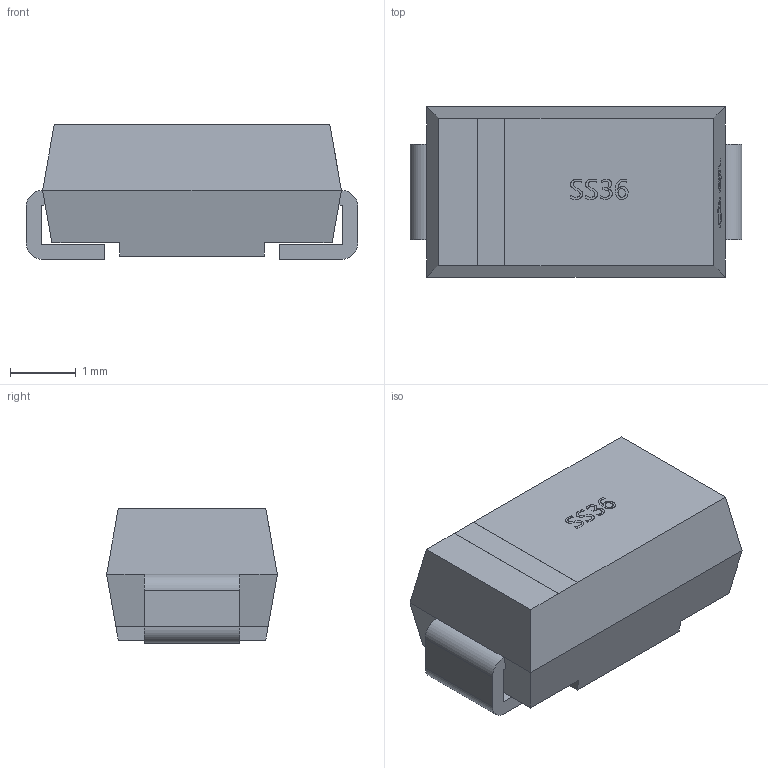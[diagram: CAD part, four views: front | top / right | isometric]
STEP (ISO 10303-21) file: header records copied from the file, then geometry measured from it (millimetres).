
FILE_DESCRIPTION (( 'STEP AP214' ), '1' );
FILE_NAME ('SMA_L4.6-W2.6-LS5.1-RD.step', '2022-07-15T04:48:52', ( '' ), ( '' ), 'SwSTEP 2.0', 'SolidWorks 2020', '' );
FILE_SCHEMA (( 'AUTOMOTIVE_DESIGN' ));
Length unit declared in the file: millimetre
Products named in the file (1): SMA_L4.6-W2.6-LS5.1-RD
Bounding box: 5.05 x 2.6 x 2.05 mm (x, y, z)
Volume: 21.6 mm3; surface area: 59.2 mm2
Topology: 14 solids, 14 shells, 397 faces, 1063 edges, 706 vertices
Faces by surface type: plane 229, bspline 160, cylinder 8
Entity records: 20655 total; most frequent: CARTESIAN_POINT 7279, ORIENTED_EDGE 2126, DIRECTION 1231, EDGE_CURVE 1063, LINE 723, VECTOR 723, VERTEX_POINT 706, EDGE_LOOP 421
